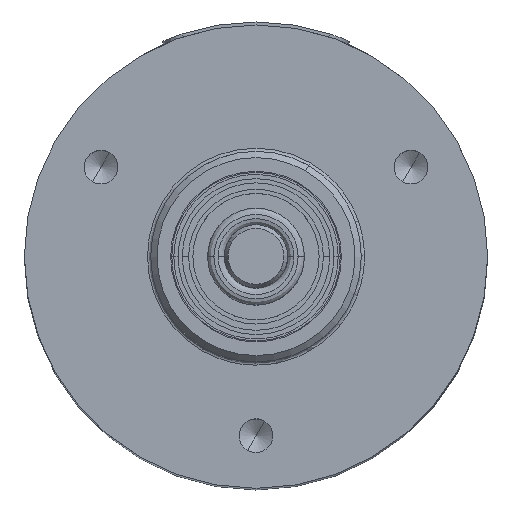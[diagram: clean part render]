
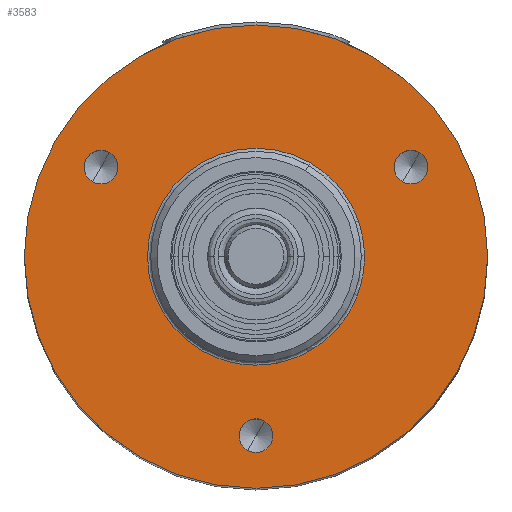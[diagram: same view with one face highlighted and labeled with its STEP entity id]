
A CAD part, top view. The second image highlights one B-rep face of the part: STEP entity #3583.
In plain terms, the highlighted planar face has unit normal (0, 0, 1).
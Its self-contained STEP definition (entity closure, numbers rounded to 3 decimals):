
#282=CARTESIAN_POINT('',(0.,0.,43.5));
#283=DIRECTION('',(0.,0.,-1.));
#284=DIRECTION('',(-0.5,-0.866,0.));
#285=AXIS2_PLACEMENT_3D('',#282,#283,#284);
#287=CARTESIAN_POINT('',(0.,0.,43.5));
#288=DIRECTION('',(0.,0.,-1.));
#289=DIRECTION('',(0.5,0.866,0.));
#290=AXIS2_PLACEMENT_3D('',#287,#288,#289);
#292=CARTESIAN_POINT('',(-2.575,-4.46,43.5));
#293=CARTESIAN_POINT('',(-2.084,-4.737,43.5));
#294=CARTESIAN_POINT('',(-1.081,-5.124,43.5));
#295=CARTESIAN_POINT('',(0.572,-5.204,43.5));
#296=CARTESIAN_POINT('',(2.125,-4.781,43.5));
#297=CARTESIAN_POINT('',(3.487,-3.904,43.5));
#298=CARTESIAN_POINT('',(4.524,-2.635,43.5));
#299=CARTESIAN_POINT('',(5.115,-1.11,43.5));
#300=CARTESIAN_POINT('',(5.208,0.511,43.5));
#301=CARTESIAN_POINT('',(4.803,2.084,43.5));
#302=CARTESIAN_POINT('',(3.904,3.5,43.499));
#303=CARTESIAN_POINT('',(3.056,4.162,43.502));
#304=CARTESIAN_POINT('',(2.569,4.449,43.502));
#306=CARTESIAN_POINT('',(0.,0.,
43.5));
#307=DIRECTION('',(0.,0.,1.));
#308=DIRECTION('',(0.5,0.866,0.));
#309=AXIS2_PLACEMENT_3D('',#306,#307,#308);
#311=CARTESIAN_POINT('',(-7.361,4.25,43.5));
#312=DIRECTION('',(0.,0.,1.));
#313=DIRECTION('',(0.5,0.866,0.));
#314=AXIS2_PLACEMENT_3D('',#311,#312,#313);
#316=CARTESIAN_POINT('',(-7.361,4.25,43.5));
#317=DIRECTION('',(0.,0.,1.));
#318=DIRECTION('',(-0.5,-0.866,0.));
#319=AXIS2_PLACEMENT_3D('',#316,#317,#318);
#321=CARTESIAN_POINT('',(7.361,4.25,43.5));
#322=DIRECTION('',(0.,0.,1.));
#323=DIRECTION('',(0.5,0.866,0.));
#324=AXIS2_PLACEMENT_3D('',#321,#322,#323);
#326=CARTESIAN_POINT('',(7.361,4.25,43.5));
#327=DIRECTION('',(0.,0.,1.));
#328=DIRECTION('',(-0.5,-0.866,0.));
#329=AXIS2_PLACEMENT_3D('',#326,#327,#328);
#331=CARTESIAN_POINT('',(0.,-8.5,43.5));
#332=DIRECTION('',(0.,0.,1.));
#333=DIRECTION('',(0.5,0.866,0.));
#334=AXIS2_PLACEMENT_3D('',#331,#332,#333);
#336=CARTESIAN_POINT('',(0.,-8.5,43.5));
#337=DIRECTION('',(0.,0.,1.));
#338=DIRECTION('',(-0.5,-0.866,0.));
#339=AXIS2_PLACEMENT_3D('',#336,#337,#338);
#2704=CARTESIAN_POINT('',(-5.5,-9.526,43.5));
#2705=CARTESIAN_POINT('',(5.5,9.526,43.5));
#2706=VERTEX_POINT('',#2704);
#2707=VERTEX_POINT('',#2705);
#2708=VERTEX_POINT('',#292);
#2709=VERTEX_POINT('',#304);
#2710=CARTESIAN_POINT('',(-6.961,4.943,43.5));
#2711=CARTESIAN_POINT('',(-7.761,3.557,43.5));
#2712=VERTEX_POINT('',#2710);
#2713=VERTEX_POINT('',#2711);
#2714=CARTESIAN_POINT('',(7.761,4.943,43.5));
#2715=CARTESIAN_POINT('',(6.961,3.557,43.5));
#2716=VERTEX_POINT('',#2714);
#2717=VERTEX_POINT('',#2715);
#2718=CARTESIAN_POINT('',(0.4,-7.807,43.5));
#2719=CARTESIAN_POINT('',(-0.4,-9.193,43.5));
#2720=VERTEX_POINT('',#2718);
#2721=VERTEX_POINT('',#2719);
#3550=CARTESIAN_POINT('',(0.,0.,43.5));
#3551=DIRECTION('',(0.,0.,1.));
#3552=DIRECTION('',(0.5,0.866,0.));
#3553=AXIS2_PLACEMENT_3D('',#3550,#3551,#3552);
#3554=PLANE('',#3553);
#3555=ORIENTED_EDGE('',*,*,#3502,.T.);
#3556=ORIENTED_EDGE('',*,*,#3543,.T.);
#3557=EDGE_LOOP('',(#3555,#3556));
#3558=FACE_OUTER_BOUND('',#3557,.F.);
#3560=ORIENTED_EDGE('',*,*,#3559,.T.);
#3562=ORIENTED_EDGE('',*,*,#3561,.T.);
#3563=EDGE_LOOP('',(#3560,#3562));
#3564=FACE_BOUND('',#3563,.F.);
#3566=ORIENTED_EDGE('',*,*,#3565,.T.);
#3568=ORIENTED_EDGE('',*,*,#3567,.T.);
#3569=EDGE_LOOP('',(#3566,#3568));
#3570=FACE_BOUND('',#3569,.F.);
#3572=ORIENTED_EDGE('',*,*,#3571,.T.);
#3574=ORIENTED_EDGE('',*,*,#3573,.T.);
#3575=EDGE_LOOP('',(#3572,#3574));
#3576=FACE_BOUND('',#3575,.F.);
#3578=ORIENTED_EDGE('',*,*,#3577,.T.);
#3580=ORIENTED_EDGE('',*,*,#3579,.T.);
#3581=EDGE_LOOP('',(#3578,#3580));
#3582=FACE_BOUND('',#3581,.F.);
#3583=ADVANCED_FACE('',(#3558,#3564,#3570,#3576,#3582),#3554,.T.);
#286=CIRCLE('',#285,11.);
#291=CIRCLE('',#290,11.);
#305=B_SPLINE_CURVE_WITH_KNOTS('',3,(#292,#293,#294,#295,#296,#297,#298,#299,
#300,#301,#302,#303,#304),.UNSPECIFIED.,.F.,.F.,(4,1,1,1,1,1,1,1,1,1,4),(0.,
0.1,0.2,0.3,0.4,0.5,0.6,0.7,0.8,0.9,1.),.UNSPECIFIED.);
#310=CIRCLE('',#309,5.15);
#315=CIRCLE('',#314,0.8);
#320=CIRCLE('',#319,0.8);
#325=CIRCLE('',#324,0.8);
#330=CIRCLE('',#329,0.8);
#335=CIRCLE('',#334,0.8);
#340=CIRCLE('',#339,0.8);
#3502=EDGE_CURVE('',#2706,#2707,#286,.T.);
#3543=EDGE_CURVE('',#2707,#2706,#291,.T.);
#3559=EDGE_CURVE('',#2708,#2709,#305,.T.);
#3561=EDGE_CURVE('',#2709,#2708,#310,.T.);
#3565=EDGE_CURVE('',#2712,#2713,#315,.T.);
#3567=EDGE_CURVE('',#2713,#2712,#320,.T.);
#3571=EDGE_CURVE('',#2716,#2717,#325,.T.);
#3573=EDGE_CURVE('',#2717,#2716,#330,.T.);
#3577=EDGE_CURVE('',#2720,#2721,#335,.T.);
#3579=EDGE_CURVE('',#2721,#2720,#340,.T.);
